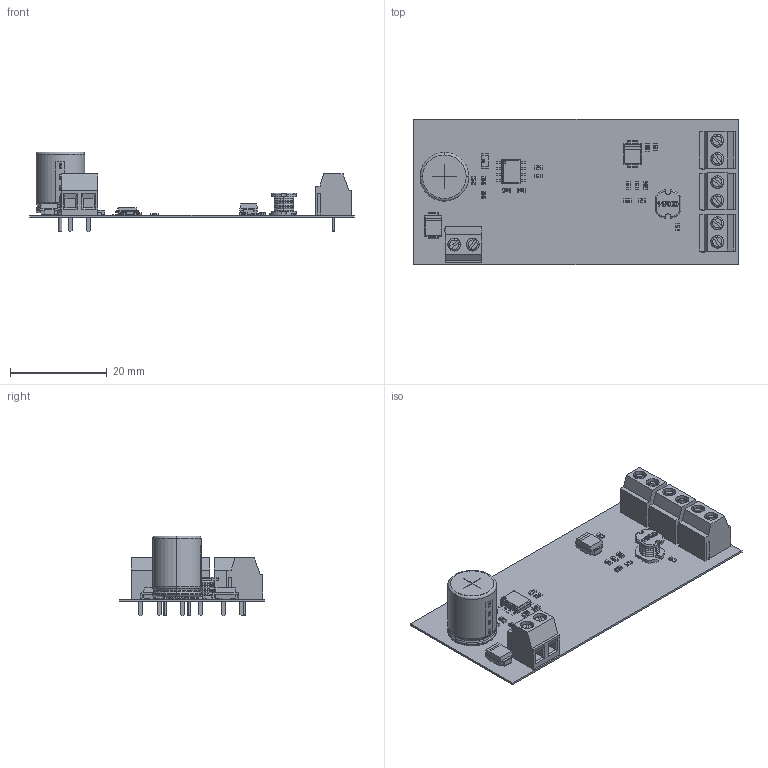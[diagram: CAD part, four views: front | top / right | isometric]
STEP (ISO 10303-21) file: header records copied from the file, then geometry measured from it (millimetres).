
FILE_DESCRIPTION(('Open CASCADE Model'),'2;1');
FILE_NAME('Open CASCADE Shape Model','2024-09-26T17:02:05',('Author'),( 'Open CASCADE'),'Open CASCADE STEP processor 7.5','Open CASCADE 7.5' ,'Unknown');
FILE_SCHEMA(('AUTOMOTIVE_DESIGN { 1 0 10303 214 1 1 1 1 }'));
Length unit declared in the file: millimetre
Products named in the file (40): PCB; Board; Open CASCADE STEP translator 7.5 1.1.1; X4; User Library-ARK2_3v81; L2; User Library-CD54; C7; 0603 SMD Capacitor; X3; X2; X1; U1; 6289615328; Open CASCADE STEP translator 6.8 2.1; Body; Open CASCADE STEP translator 6.8 2.2.1; Leader; R8; Res0603; R6; R7; R5; R4; R3; R2; R1; D2; DO-214AA; D1; C9; C8; C2; C6; 1206 SMD Capacitor; C5; Cap electro 10x12_5x5_0mm; C4; C3; C1
Assembly tree (63 placements, depth 5):
  PCB
    Board
      Open CASCADE STEP translator 7.5 1.1.1
    X4
      User Library-ARK2_3v81
    L2
      User Library-CD54
    C7
      0603 SMD Capacitor
    X3
      User Library-ARK2_3v81
    X2
      User Library-ARK2_3v81
    X1
      User Library-ARK2_3v81
    U1
      6289615328
        Open CASCADE STEP translator 6.8 2.1
        Body
          Open CASCADE STEP translator 6.8 2.2.1
        Leader  x8
    R8
      Res0603
    R6
      Res0603
    R7
      Res0603
    R5
      Res0603
    R4
      Res0603
    R3
      Res0603
    R2
      Res0603
    R1
      Res0603
    D2
      DO-214AA
    D1
      DO-214AA
    C9
      0603 SMD Capacitor
    C8
      0603 SMD Capacitor
    C2
      0603 SMD Capacitor
    C6
      1206 SMD Capacitor
    C5
      Cap electro 10x12_5x5_0mm
    C4
      0603 SMD Capacitor
    C3
      0603 SMD Capacitor
    C1
      0603 SMD Capacitor
Bounding box: 67 x 30 x 16.53 mm (x, y, z)
Volume: 2458.3 mm3; surface area: 7997 mm2
Topology: 41 solids, 46 shells, 2421 faces, 5980 edges, 3702 vertices
Faces by surface type: plane 1163, bspline 778, cylinder 342, sphere 74, torus 64
Full cylindrical faces by diameter (mm): 0.5 x1
Entity records: 34946 total; most frequent: CARTESIAN_POINT 14741, ORIENTED_EDGE 3551, DIRECTION 2990, EDGE_CURVE 1803, VERTEX_POINT 1132, LINE 1004, VECTOR 1004, AXIS2_PLACEMENT_3D 993
